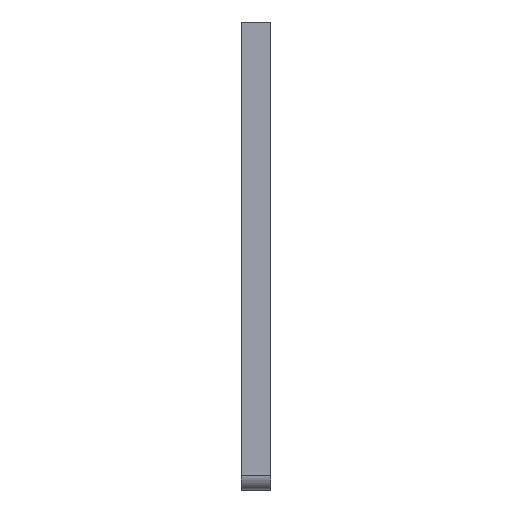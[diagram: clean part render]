
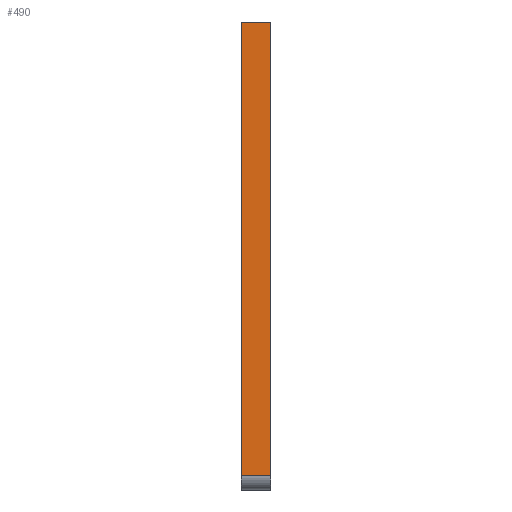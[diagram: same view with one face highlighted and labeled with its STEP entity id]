
A CAD part, left-side view. The second image highlights one B-rep face of the part: STEP entity #490.
In plain terms, the highlighted planar face has unit normal (-1, 0, 0).
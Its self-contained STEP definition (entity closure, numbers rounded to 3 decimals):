
#74 = VERTEX_POINT ( 'NONE', #218 ) ;
#106 = PLANE ( 'NONE',  #601 ) ;
#162 = LINE ( 'NONE', #902, #427 ) ;
#166 = VERTEX_POINT ( 'NONE', #187 ) ;
#167 = CARTESIAN_POINT ( 'NONE',  ( -18.8, -3., -62.7 ) ) ;
#187 = CARTESIAN_POINT ( 'NONE',  ( -18.8, 3., 28.9 ) ) ;
#197 = CARTESIAN_POINT ( 'NONE',  ( -18.8, 3., -62.7 ) ) ;
#218 = CARTESIAN_POINT ( 'NONE',  ( -18.8, -3., -62.7 ) ) ;
#223 = VERTEX_POINT ( 'NONE', #271 ) ;
#271 = CARTESIAN_POINT ( 'NONE',  ( -18.8, -3., 28.9 ) ) ;
#298 = DIRECTION ( 'NONE',  ( -1., 0., 0. ) ) ;
#316 = VECTOR ( 'NONE', #1044, 1000. ) ;
#318 = ORIENTED_EDGE ( 'NONE', *, *, #831, .T. ) ;
#323 = VECTOR ( 'NONE', #931, 1000. ) ;
#339 = VERTEX_POINT ( 'NONE', #197 ) ;
#404 = EDGE_LOOP ( 'NONE', ( #610, #438, #424, #318 ) ) ;
#424 = ORIENTED_EDGE ( 'NONE', *, *, #894, .F. ) ;
#427 = VECTOR ( 'NONE', #898, 1000. ) ;
#436 = LINE ( 'NONE', #859, #316 ) ;
#438 = ORIENTED_EDGE ( 'NONE', *, *, #892, .T. ) ;
#441 = LINE ( 'NONE', #910, #974 ) ;
#490 = ADVANCED_FACE ( 'NONE', ( #533 ), #106, .T. ) ;
#533 = FACE_OUTER_BOUND ( 'NONE', #404, .T. ) ;
#573 = DIRECTION ( 'NONE',  ( 0., 0., 1. ) ) ;
#601 = AXIS2_PLACEMENT_3D ( 'NONE', #167, #298, #573 ) ;
#610 = ORIENTED_EDGE ( 'NONE', *, *, #891, .T. ) ;
#617 = LINE ( 'NONE', #937, #323 ) ;
#831 = EDGE_CURVE ( 'NONE', #166, #339, #436, .T. ) ;
#859 = CARTESIAN_POINT ( 'NONE',  ( -18.8, 3., -62.7 ) ) ;
#891 = EDGE_CURVE ( 'NONE', #339, #74, #617, .T. ) ;
#892 = EDGE_CURVE ( 'NONE', #74, #223, #441, .T. ) ;
#894 = EDGE_CURVE ( 'NONE', #166, #223, #162, .T. ) ;
#898 = DIRECTION ( 'NONE',  ( 0., -1., 0. ) ) ;
#902 = CARTESIAN_POINT ( 'NONE',  ( -18.8, -3., 28.9 ) ) ;
#906 = DIRECTION ( 'NONE',  ( 0., 0., 1. ) ) ;
#910 = CARTESIAN_POINT ( 'NONE',  ( -18.8, -3., 0. ) ) ;
#931 = DIRECTION ( 'NONE',  ( 0., -1., 0. ) ) ;
#937 = CARTESIAN_POINT ( 'NONE',  ( -18.8, -3., -62.7 ) ) ;
#974 = VECTOR ( 'NONE', #906, 1000. ) ;
#1044 = DIRECTION ( 'NONE',  ( 0., 0., -1. ) ) ;
